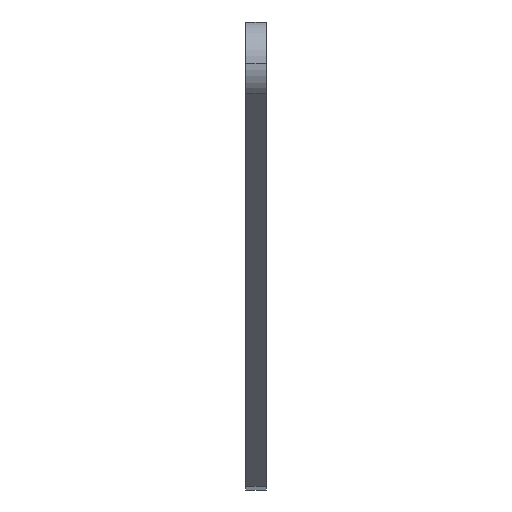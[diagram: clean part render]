
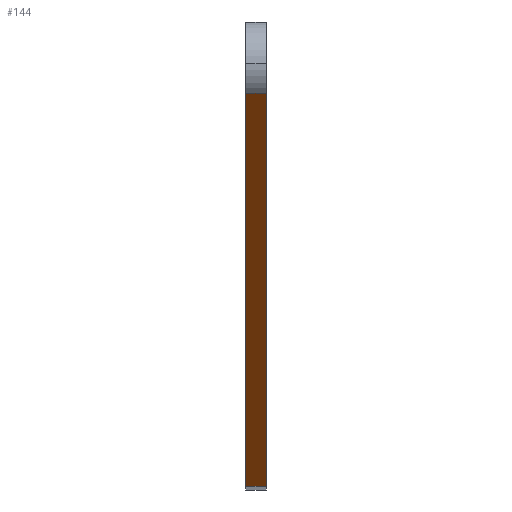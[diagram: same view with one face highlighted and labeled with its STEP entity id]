
A CAD part, top view. The second image highlights one B-rep face of the part: STEP entity #144.
In plain terms, the highlighted planar face has unit normal (0, -0.72, 0.695).
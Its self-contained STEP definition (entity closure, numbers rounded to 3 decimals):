
#7 = CARTESIAN_POINT ( 'NONE',  ( 3., -4.318, 4.166 ) ) ;
#12 = CARTESIAN_POINT ( 'NONE',  ( 3., -61., -54.561 ) ) ;
#35 = VERTEX_POINT ( 'NONE', #773 ) ;
#81 = DIRECTION ( 'NONE',  ( -1., 0., 0. ) ) ;
#120 = CARTESIAN_POINT ( 'NONE',  ( 0., -4.317, 4.167 ) ) ;
#142 = CARTESIAN_POINT ( 'NONE',  ( 3., -4.318, 4.166 ) ) ;
#143 = DIRECTION ( 'NONE',  ( 0., 0.72, -0.694 ) ) ;
#144 = ADVANCED_FACE ( 'NONE', ( #394 ), #164, .F. ) ;
#164 = PLANE ( 'NONE',  #729 ) ;
#203 = ORIENTED_EDGE ( 'NONE', *, *, #458, .T. ) ;
#238 = LINE ( 'NONE', #7, #560 ) ;
#242 = CARTESIAN_POINT ( 'NONE',  ( 3., -61., -54.561 ) ) ;
#252 = EDGE_CURVE ( 'NONE', #843, #35, #780, .T. ) ;
#297 = VERTEX_POINT ( 'NONE', #907 ) ;
#298 = VERTEX_POINT ( 'NONE', #142 ) ;
#344 = CARTESIAN_POINT ( 'NONE',  ( 3., -4.317, 4.167 ) ) ;
#357 = EDGE_CURVE ( 'NONE', #298, #843, #896, .T. ) ;
#394 = FACE_OUTER_BOUND ( 'NONE', #925, .T. ) ;
#437 = ORIENTED_EDGE ( 'NONE', *, *, #542, .T. ) ;
#458 = EDGE_CURVE ( 'NONE', #298, #297, #238, .T. ) ;
#492 = ORIENTED_EDGE ( 'NONE', *, *, #357, .F. ) ;
#498 = DIRECTION ( 'NONE',  ( 0., -0.694, -0.72 ) ) ;
#542 = EDGE_CURVE ( 'NONE', #297, #35, #963, .T. ) ;
#560 = VECTOR ( 'NONE', #81, 1000. ) ;
#617 = DIRECTION ( 'NONE',  ( 0., 0.694, 0.72 ) ) ;
#696 = CARTESIAN_POINT ( 'NONE',  ( 3., -4.317, 4.167 ) ) ;
#706 = ORIENTED_EDGE ( 'NONE', *, *, #252, .F. ) ;
#713 = DIRECTION ( 'NONE',  ( -1., 0., 0. ) ) ;
#729 = AXIS2_PLACEMENT_3D ( 'NONE', #696, #143, #617 ) ;
#773 = CARTESIAN_POINT ( 'NONE',  ( 0., -61., -54.561 ) ) ;
#780 = LINE ( 'NONE', #12, #955 ) ;
#843 = VERTEX_POINT ( 'NONE', #242 ) ;
#896 = LINE ( 'NONE', #344, #914 ) ;
#907 = CARTESIAN_POINT ( 'NONE',  ( 0., -4.318, 4.166 ) ) ;
#909 = VECTOR ( 'NONE', #498, 1000. ) ;
#914 = VECTOR ( 'NONE', #978, 1000. ) ;
#925 = EDGE_LOOP ( 'NONE', ( #437, #706, #492, #203 ) ) ;
#955 = VECTOR ( 'NONE', #713, 1000. ) ;
#963 = LINE ( 'NONE', #120, #909 ) ;
#978 = DIRECTION ( 'NONE',  ( 0., -0.694, -0.72 ) ) ;
